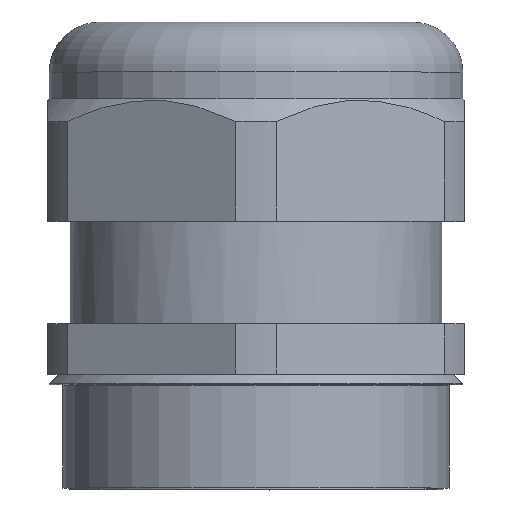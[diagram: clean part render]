
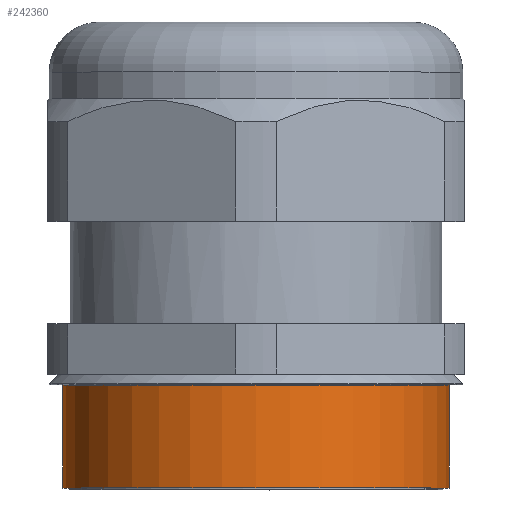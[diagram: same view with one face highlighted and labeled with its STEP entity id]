
A CAD part, top view. The second image highlights one B-rep face of the part: STEP entity #242360.
In plain terms, the highlighted cylindrical face has radius 31.5 mm (diameter 63 mm), a partial arc.
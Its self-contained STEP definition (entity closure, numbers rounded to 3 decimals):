
#85200=CARTESIAN_POINT('',(-269.575,-219.887,
0.));
#85210=DIRECTION('',(0.,1.,0.));
#85220=DIRECTION('',(1.,0.,0.));
#85230=AXIS2_PLACEMENT_3D('',#85200,#85210,#85220);
#85240=CIRCLE('',#85230,31.5);
#85250=CARTESIAN_POINT('',(-238.075,-219.887,
0.));
#85260=VERTEX_POINT('',#85250);
#85270=CARTESIAN_POINT('',(-301.075,-219.887,
0.));
#85280=VERTEX_POINT('',#85270);
#85310=EDGE_CURVE('',#85280,#85260,#85240,.T.);
#89050=CARTESIAN_POINT('',(-269.575,-203.137,
0.));
#89060=DIRECTION('',(0.,1.,0.));
#89070=DIRECTION('',(1.,0.,0.));
#89080=AXIS2_PLACEMENT_3D('',#89050,#89060,#89070);
#89090=CIRCLE('',#89080,31.5);
#89100=CARTESIAN_POINT('',(-238.075,-203.137,
0.));
#89110=VERTEX_POINT('',#89100);
#89120=CARTESIAN_POINT('',(-301.075,-203.137,
0.));
#89130=VERTEX_POINT('',#89120);
#89160=EDGE_CURVE('',#89130,#89110,#89090,.T.);
#242150=CARTESIAN_POINT('',(-269.575,-208.387,
0.));
#242160=DIRECTION('',(0.,1.,0.));
#242170=DIRECTION('',(1.,0.,0.));
#242180=AXIS2_PLACEMENT_3D('',#242150,#242160,#242170);
#242190=CYLINDRICAL_SURFACE('',#242180,31.5);
#242200=CARTESIAN_POINT('',(-301.075,-208.387,
0.));
#242210=DIRECTION('',(0.,1.,0.));
#242220=VECTOR('',#242210,1.);
#242230=LINE('',#242200,#242220);
#242240=EDGE_CURVE('',#85280,#89130,#242230,.T.);
#242250=ORIENTED_EDGE('',*,*,#242240,.F.);
#242260=ORIENTED_EDGE('',*,*,#89160,.F.);
#242270=CARTESIAN_POINT('',(-238.075,-208.387,
0.));
#242280=DIRECTION('',(0.,1.,0.));
#242290=VECTOR('',#242280,1.);
#242300=LINE('',#242270,#242290);
#242310=EDGE_CURVE('',#85260,#89110,#242300,.T.);
#242320=ORIENTED_EDGE('',*,*,#242310,.T.);
#242330=ORIENTED_EDGE('',*,*,#85310,.T.);
#242340=EDGE_LOOP('',(#242330,#242320,#242260,#242250));
#242350=FACE_OUTER_BOUND('',#242340,.T.);
#242360=ADVANCED_FACE('ThreadFace_1',(#242350),#242190,.T.);
